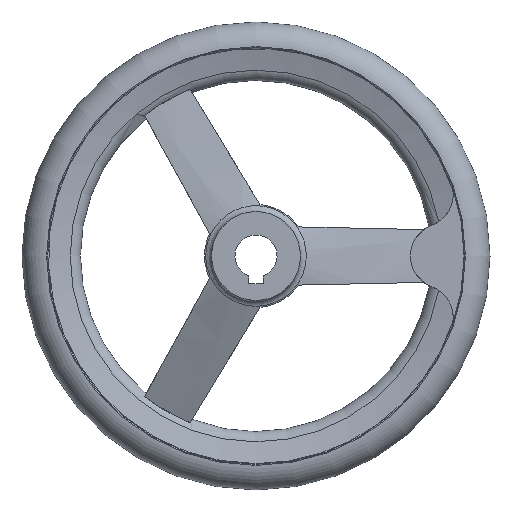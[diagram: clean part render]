
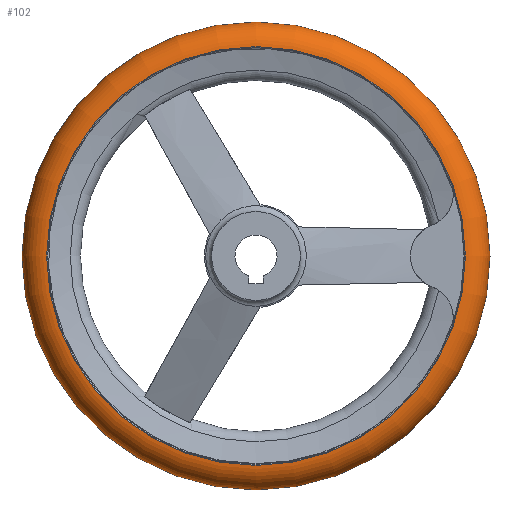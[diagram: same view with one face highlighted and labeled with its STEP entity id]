
A CAD part, front view. The second image highlights one B-rep face of the part: STEP entity #102.
In plain terms, the highlighted toroidal (fillet/blend) face has major radius 89 mm and minor radius 11 mm.
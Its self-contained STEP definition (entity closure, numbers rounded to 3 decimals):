
#102 = ADVANCED_FACE( '', ( #233, #234, #235 ), #236, .T. );
#233 = FACE_BOUND( '', #402, .T. );
#234 = FACE_OUTER_BOUND( '', #403, .T. );
#235 = FACE_OUTER_BOUND( '', #404, .T. );
#236 = TOROIDAL_SURFACE( '', #405, 89., 11. );
#402 = VERTEX_LOOP( '', #671 );
#403 = EDGE_LOOP( '', ( #672 ) );
#404 = EDGE_LOOP( '', ( #673 ) );
#405 = AXIS2_PLACEMENT_3D( '', #674, #675, #676 );
#671 = VERTEX_POINT( '', #1007 );
#672 = ORIENTED_EDGE( '', *, *, #1008, .T. );
#673 = ORIENTED_EDGE( '', *, *, #1009, .F. );
#674 = CARTESIAN_POINT( '', ( 0., 34., 0. ) );
#675 = DIRECTION( '', ( 0., -1., 0. ) );
#676 = DIRECTION( '', ( 0., 0., -1. ) );
#1007 = CARTESIAN_POINT( '', ( 0., 34., -100. ) );
#1008 = EDGE_CURVE( '', #1205, #1205, #1206, .T. );
#1009 = EDGE_CURVE( '', #1207, #1207, #1208, .T. );
#1205 = VERTEX_POINT( '', #1582 );
#1206 = CIRCLE( '', #1583, 89.458 );
#1207 = VERTEX_POINT( '', #1584 );
#1208 = CIRCLE( '', #1585, 89.458 );
#1582 = CARTESIAN_POINT( '', ( 0., 44.99, -89.458 ) );
#1583 = AXIS2_PLACEMENT_3D( '', #2085, #2086, #2087 );
#1584 = CARTESIAN_POINT( '', ( 0., 23.01, -89.458 ) );
#1585 = AXIS2_PLACEMENT_3D( '', #2088, #2089, #2090 );
#2085 = CARTESIAN_POINT( '', ( 0., 44.99, 0. ) );
#2086 = DIRECTION( '', ( 0., -1., 0. ) );
#2087 = DIRECTION( '', ( 0., 0., -1. ) );
#2088 = CARTESIAN_POINT( '', ( 0., 23.01, 0. ) );
#2089 = DIRECTION( '', ( 0., -1., 0. ) );
#2090 = DIRECTION( '', ( 0., 0., -1. ) );
